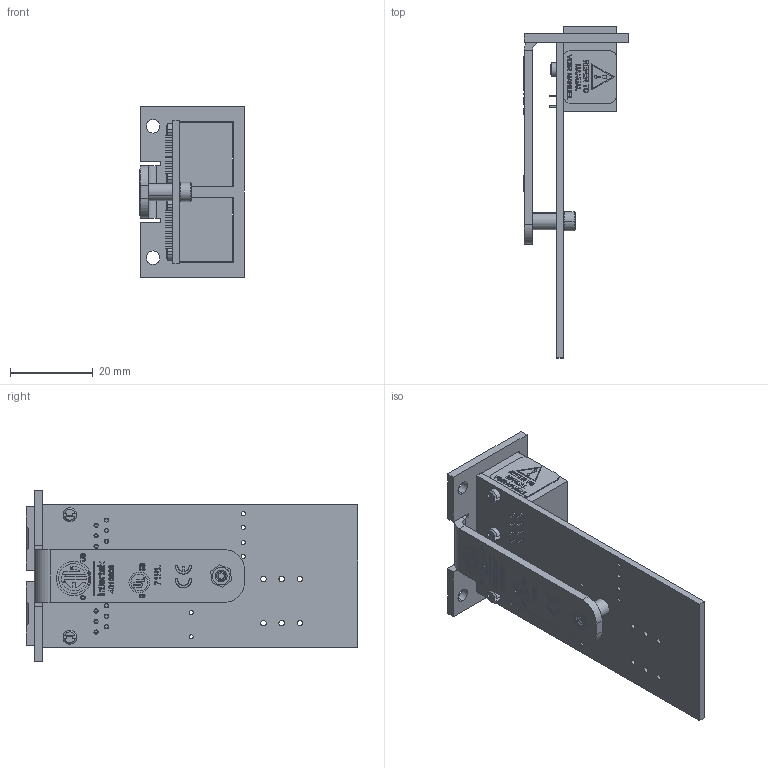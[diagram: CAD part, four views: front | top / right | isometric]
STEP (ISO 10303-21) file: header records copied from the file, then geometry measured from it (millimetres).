
FILE_DESCRIPTION (( 'STEP AP214' ), '1' );
FILE_NAME ('1000-1268-E.STEP', '2019-01-17T17:08:36', ( '' ), ( '' ), 'SwSTEP 2.0', 'SolidWorks 2018', '' );
FILE_SCHEMA (( 'AUTOMOTIVE_DESIGN' ));
Length unit declared in the file: inch
Products named in the file (19): PEM SO-440-10 ZI--S; 2200-499; 2003-4064; 2500-476; 2004-172-1; PEM SO-440-10 ZI--S_PEM SO-440-10 ZI--S; 1000-1268-E; 2102-311; 2250-916; 1600-414; 2004-172^2004-172-1
Assembly tree (11 placements, depth 3):
  PEM SO-440-10 ZI--S
  2003-4064
  1000-1268-E
    2004-172-1
      2004-172^2004-172-1
      PEM SO-440-10 ZI--S_PEM SO-440-10 ZI--S
      1600-414
    2250-916
      2200-499
      2500-476  x2
    2102-311
    2003-4064
  2500-476
  2500-476
Bounding box: 25.17 x 80.14 x 41.27 mm (x, y, z)
Volume: 12412.6 mm3; surface area: 14096.6 mm2
Topology: 40 solids, 40 shells, 2854 faces, 7532 edges, 4975 vertices
Faces by surface type: plane 1868, bspline 726, cylinder 185, cone 75
Entity records: 134379 total; most frequent: CARTESIAN_POINT 49944, ORIENTED_EDGE 14556, DIRECTION 10133, EDGE_CURVE 7278, LINE 5405, VECTOR 5405, VERTEX_POINT 4811, EDGE_LOOP 3057
